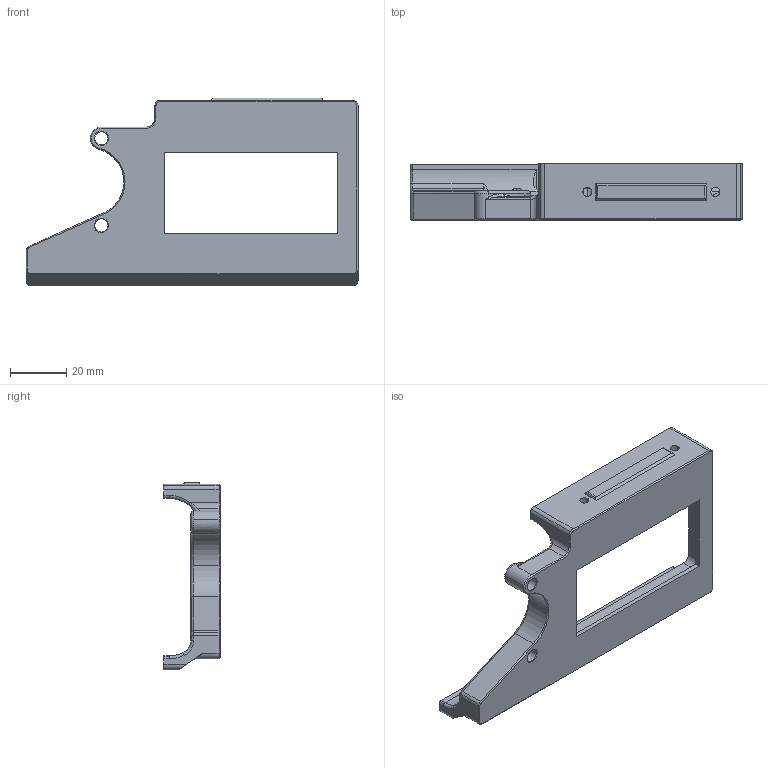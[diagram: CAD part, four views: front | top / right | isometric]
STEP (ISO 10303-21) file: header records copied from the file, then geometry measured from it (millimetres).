
FILE_DESCRIPTION(('HOOPS Exchange Step'),'2;1');
FILE_NAME('temp_export','2022-03-20T21:04:17+01:00',('mobile'),('Shapr3D Limited'),'HOOPS Exchange 2021.2','Shapr3D','Authorized');
FILE_SCHEMA( ('AP203_CONFIGURATION_CONTROLLED_3D_DESIGN_OF_MECHANICAL_PARTS_AND_ASSEMBLIES_MIM_LF') );
Length unit declared in the file: millimetre
Products named in the file (7): For_1.2mm_Mounting_Tabs:1; IEC-GS:1; Left_Power_Inlet:1; Rear:1; Skirt:1; VORON2.4_Assembly.step; 3E78B299-D21E-43F9-A6E6-C6F93C08282D.tmp
Assembly tree (6 placements, depth 7):
  3E78B299-D21E-43F9-A6E6-C6F93C08282D.tmp
    VORON2.4_Assembly.step
      Skirt:1
        Rear:1
          Left_Power_Inlet:1
            IEC-GS:1
              For_1.2mm_Mounting_Tabs:1
Bounding box: 118 x 20 x 66.8 mm (x, y, z)
Volume: 38961.2 mm3; surface area: 19078.8 mm2
Topology: 1 solids, 1 shells, 274 faces, 769 edges, 498 vertices
Faces by surface type: cylinder 143, plane 95, cone 16, torus 13, bspline 7
Full cylindrical faces by diameter (mm): 3.2 x2, 4.7 x3, 6 x2
Entity records: 10918 total; most frequent: CARTESIAN_POINT 3734, ORIENTED_EDGE 1534, DIRECTION 1482, EDGE_CURVE 767, AXIS2_PLACEMENT_3D 554, VERTEX_POINT 498, VECTOR 374, LINE 374
